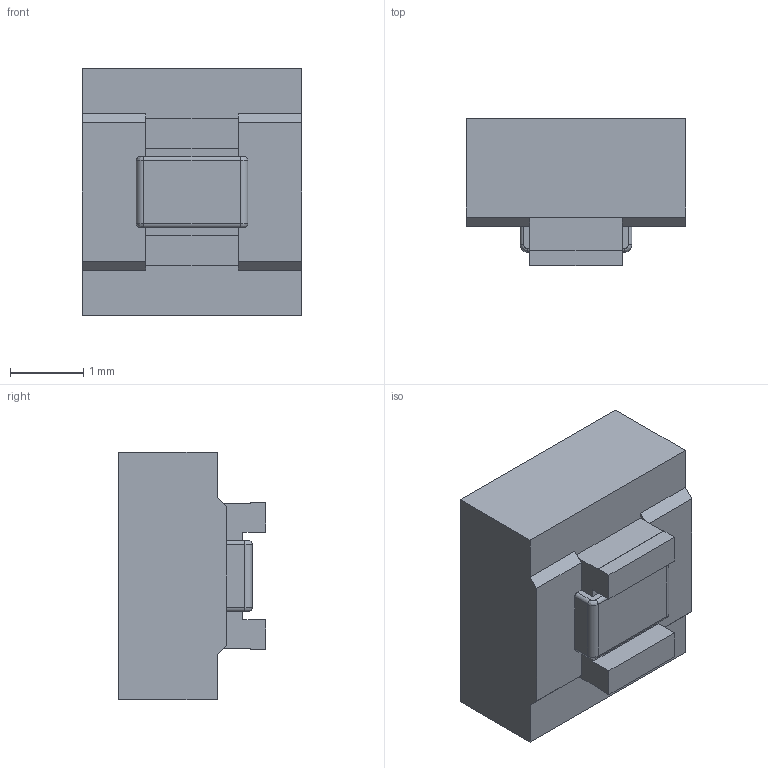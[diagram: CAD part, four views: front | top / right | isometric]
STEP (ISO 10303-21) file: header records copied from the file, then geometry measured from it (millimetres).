
FILE_DESCRIPTION (( 'STEP AP214' ), '1' );
FILE_NAME ('Coilcraft-0805PS-DEFAULT.STEP', '2011-03-10T14:21:11', ( 'sysAdmin' ), ( 'SolidWorks' ), 'SwSTEP 2.0', 'SolidWorks 2011', '' );
FILE_SCHEMA (( 'AUTOMOTIVE_DESIGN' ));
Length unit declared in the file: millimetre
Products named in the file (1): Coilcraft-0805PS-DEFAULT
Bounding box: 3 x 2.01 x 3.38 mm (x, y, z)
Volume: 15.6 mm3; surface area: 42.7 mm2
Topology: 1 solids, 1 shells, 50 faces, 132 edges, 84 vertices
Faces by surface type: plane 38, cylinder 8, bspline 4
Entity records: 2144 total; most frequent: CARTESIAN_POINT 339, ORIENTED_EDGE 264, DIRECTION 238, EDGE_CURVE 132, LINE 112, VECTOR 112, VERTEX_POINT 84, AXIS2_PLACEMENT_3D 63
